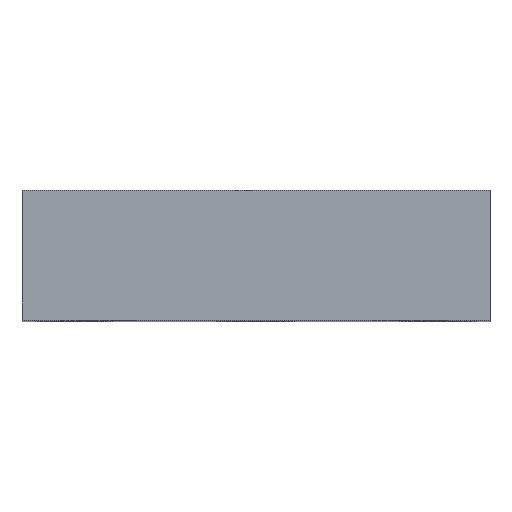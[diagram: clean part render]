
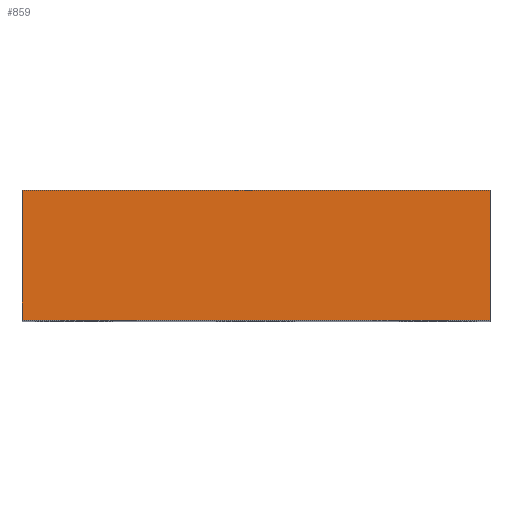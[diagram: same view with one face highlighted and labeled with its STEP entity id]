
A CAD part, top view. The second image highlights one B-rep face of the part: STEP entity #859.
In plain terms, the highlighted planar face has unit normal (0, 0, 1).
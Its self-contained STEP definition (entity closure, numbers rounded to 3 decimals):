
#65 = ORIENTED_EDGE ( 'NONE', *, *, #789, .T. ) ;
#89 = VERTEX_POINT ( 'NONE', #102 ) ;
#94 = VECTOR ( 'NONE', #749, 1000. ) ;
#97 = CARTESIAN_POINT ( 'NONE',  ( 9., -5., 19. ) ) ;
#102 = CARTESIAN_POINT ( 'NONE',  ( 9., -5., 19. ) ) ;
#122 = DIRECTION ( 'NONE',  ( 1., 0., 0. ) ) ;
#135 = FACE_OUTER_BOUND ( 'NONE', #208, .T. ) ;
#201 = ORIENTED_EDGE ( 'NONE', *, *, #577, .F. ) ;
#202 = CARTESIAN_POINT ( 'NONE',  ( 9., 0., 19. ) ) ;
#208 = EDGE_LOOP ( 'NONE', ( #295, #201, #841, #65 ) ) ;
#227 = VECTOR ( 'NONE', #846, 1000. ) ;
#264 = DIRECTION ( 'NONE',  ( 0., 0., 1. ) ) ;
#265 = DIRECTION ( 'NONE',  ( 1., 0., 0. ) ) ;
#270 = CARTESIAN_POINT ( 'NONE',  ( -9., 0., 19. ) ) ;
#289 = LINE ( 'NONE', #97, #94 ) ;
#295 = ORIENTED_EDGE ( 'NONE', *, *, #307, .F. ) ;
#307 = EDGE_CURVE ( 'NONE', #528, #472, #410, .T. ) ;
#313 = EDGE_CURVE ( 'NONE', #879, #89, #638, .T. ) ;
#317 = CARTESIAN_POINT ( 'NONE',  ( 9., -5., 19. ) ) ;
#323 = CARTESIAN_POINT ( 'NONE',  ( -9., -5., 19. ) ) ;
#371 = VECTOR ( 'NONE', #265, 1000. ) ;
#410 = LINE ( 'NONE', #882, #371 ) ;
#413 = DIRECTION ( 'NONE',  ( 1., 0., 0. ) ) ;
#458 = VECTOR ( 'NONE', #122, 1000. ) ;
#472 = VERTEX_POINT ( 'NONE', #202 ) ;
#511 = CARTESIAN_POINT ( 'NONE',  ( -9., -5., 19. ) ) ;
#528 = VERTEX_POINT ( 'NONE', #270 ) ;
#577 = EDGE_CURVE ( 'NONE', #879, #528, #691, .T. ) ;
#622 = AXIS2_PLACEMENT_3D ( 'NONE', #317, #264, #413 ) ;
#638 = LINE ( 'NONE', #820, #458 ) ;
#691 = LINE ( 'NONE', #511, #227 ) ;
#731 = PLANE ( 'NONE',  #622 ) ;
#749 = DIRECTION ( 'NONE',  ( 0., 1., 0. ) ) ;
#789 = EDGE_CURVE ( 'NONE', #89, #472, #289, .T. ) ;
#820 = CARTESIAN_POINT ( 'NONE',  ( 9., -5., 19. ) ) ;
#841 = ORIENTED_EDGE ( 'NONE', *, *, #313, .T. ) ;
#846 = DIRECTION ( 'NONE',  ( 0., 1., 0. ) ) ;
#859 = ADVANCED_FACE ( 'NONE', ( #135 ), #731, .T. ) ;
#879 = VERTEX_POINT ( 'NONE', #323 ) ;
#882 = CARTESIAN_POINT ( 'NONE',  ( 9., 0., 19. ) ) ;
